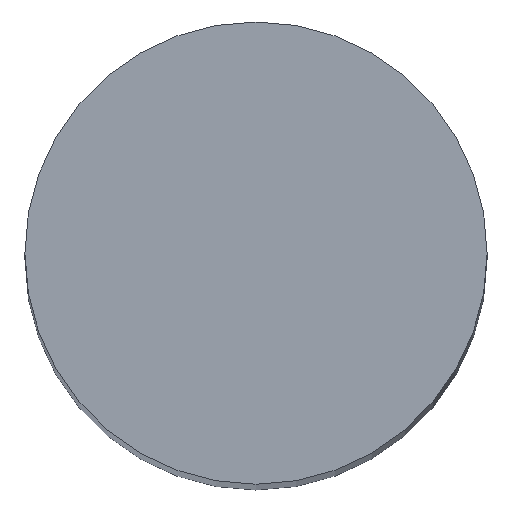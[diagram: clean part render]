
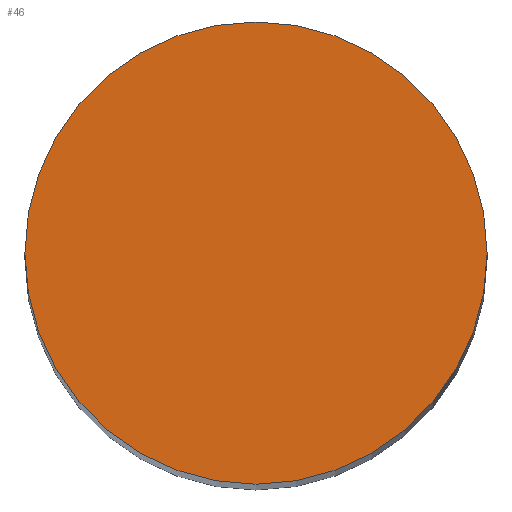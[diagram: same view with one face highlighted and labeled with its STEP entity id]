
A CAD part, top view. The second image highlights one B-rep face of the part: STEP entity #46.
In plain terms, the highlighted planar face has unit normal (0, 0, 1).
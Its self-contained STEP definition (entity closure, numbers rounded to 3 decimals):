
#35=PLANE('',#329);
#40=FACE_OUTER_BOUND('',#63,.T.);
#46=ADVANCED_FACE('',(#40),#35,.F.);
#63=EDGE_LOOP('',(#76));
#76=ORIENTED_EDGE('',*,*,#96,.F.);
#89=VERTEX_POINT('',#427);
#96=EDGE_CURVE('',#89,#89,#105,.T.);
#105=CIRCLE('',#325,5.);
#325=AXIS2_PLACEMENT_3D('',#426,#368,#369);
#329=AXIS2_PLACEMENT_3D('',#437,#378,#379);
#368=DIRECTION('',(0.,0.,-1.));
#369=DIRECTION('',(-1.,0.,0.));
#378=DIRECTION('',(0.,0.,-1.));
#379=DIRECTION('',(-1.,0.,0.));
#426=CARTESIAN_POINT('',(0.,0.,72.));
#427=CARTESIAN_POINT('',(-5.,0.,72.));
#437=CARTESIAN_POINT('',(0.,0.,72.));
